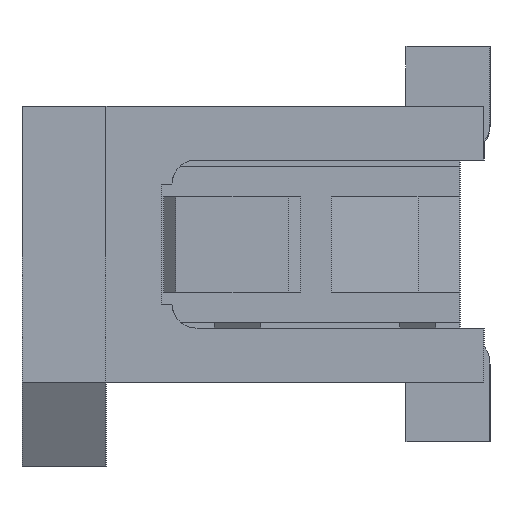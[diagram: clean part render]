
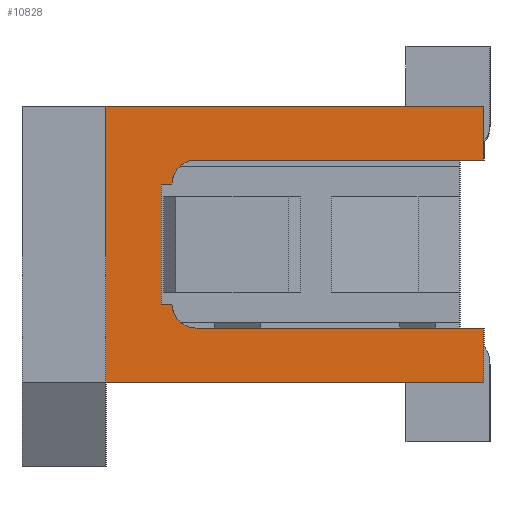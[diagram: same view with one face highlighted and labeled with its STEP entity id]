
A CAD part, left-side view. The second image highlights one B-rep face of the part: STEP entity #10828.
In plain terms, the highlighted planar face has unit normal (-1, 0, 0).
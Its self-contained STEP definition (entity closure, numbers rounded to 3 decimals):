
#1=DIRECTION('',(0.,1.,0.));
#2=VECTOR('',#1,3.15);
#3=CARTESIAN_POINT('',(-6.45,0.05,-1.15));
#4=LINE('',#3,#2);
#5=DIRECTION('',(0.,0.,-1.));
#6=VECTOR('',#5,2.3);
#7=CARTESIAN_POINT('',(-6.45,3.2,1.15));
#8=LINE('',#7,#6);
#9=DIRECTION('',(0.,-1.,0.));
#10=VECTOR('',#9,3.15);
#11=CARTESIAN_POINT('',(-6.45,3.2,1.15));
#12=LINE('',#11,#10);
#13=DIRECTION('',(0.,0.,-1.));
#14=VECTOR('',#13,0.45);
#15=CARTESIAN_POINT('',(-6.45,0.05,1.15));
#16=LINE('',#15,#14);
#17=CARTESIAN_POINT('',(-6.45,2.45,0.5));
#18=DIRECTION('',(-1.,0.,0.));
#19=DIRECTION('',(0.,0.,1.));
#20=AXIS2_PLACEMENT_3D('',#17,#18,#19);
#22=DIRECTION('',(0.,1.,0.));
#23=VECTOR('',#22,0.088);
#24=CARTESIAN_POINT('',(-6.45,2.65,0.5));
#25=LINE('',#24,#23);
#26=DIRECTION('',(0.,0.,-1.));
#27=VECTOR('',#26,1.);
#28=CARTESIAN_POINT('',(-6.45,2.738,0.5));
#29=LINE('',#28,#27);
#30=DIRECTION('',(0.,-1.,0.));
#31=VECTOR('',#30,0.088);
#32=CARTESIAN_POINT('',(-6.45,2.738,-0.5));
#33=LINE('',#32,#31);
#34=CARTESIAN_POINT('',(-6.45,2.45,-0.5));
#35=DIRECTION('',(-1.,0.,0.));
#36=DIRECTION('',(0.,1.,0.));
#37=AXIS2_PLACEMENT_3D('',#34,#35,#36);
#39=DIRECTION('',(0.,0.,-1.));
#40=VECTOR('',#39,0.45);
#41=CARTESIAN_POINT('',(-6.45,0.05,-0.7));
#42=LINE('',#41,#40);
#3311=DIRECTION('',(0.,-1.,0.));
#3312=VECTOR('',#3311,2.4);
#3313=CARTESIAN_POINT('',(-6.45,2.45,0.7));
#3314=LINE('',#3313,#3312);
#3864=DIRECTION('',(0.,1.,0.));
#3865=VECTOR('',#3864,2.4);
#3866=CARTESIAN_POINT('',(-6.45,0.05,-0.7));
#3867=LINE('',#3866,#3865);
#8181=CARTESIAN_POINT('',(-6.45,0.05,-0.7));
#8182=CARTESIAN_POINT('',(-6.45,0.05,-1.15));
#8183=VERTEX_POINT('',#8181);
#8184=VERTEX_POINT('',#8182);
#8189=CARTESIAN_POINT('',(-6.45,0.05,1.15));
#8190=CARTESIAN_POINT('',(-6.45,0.05,0.7));
#8191=VERTEX_POINT('',#8189);
#8192=VERTEX_POINT('',#8190);
#8233=CARTESIAN_POINT('',(-6.45,2.65,0.5));
#8234=CARTESIAN_POINT('',(-6.45,2.738,0.5));
#8235=VERTEX_POINT('',#8233);
#8236=VERTEX_POINT('',#8234);
#8237=CARTESIAN_POINT('',(-6.45,2.738,-0.5));
#8238=VERTEX_POINT('',#8237);
#8239=CARTESIAN_POINT('',(-6.45,2.65,-0.5));
#8240=VERTEX_POINT('',#8239);
#8245=CARTESIAN_POINT('',(-6.45,2.45,0.7));
#8246=VERTEX_POINT('',#8245);
#8247=CARTESIAN_POINT('',(-6.45,2.45,-0.7));
#8248=VERTEX_POINT('',#8247);
#8623=CARTESIAN_POINT('',(-6.45,3.2,-1.15));
#8624=VERTEX_POINT('',#8623);
#8627=CARTESIAN_POINT('',(-6.45,3.2,1.15));
#8628=VERTEX_POINT('',#8627);
#10797=CARTESIAN_POINT('',(-6.45,0.,0.));
#10798=DIRECTION('',(1.,0.,0.));
#10799=DIRECTION('',(0.,0.,-1.));
#10800=AXIS2_PLACEMENT_3D('',#10797,#10798,#10799);
#10801=PLANE('',#10800);
#10803=ORIENTED_EDGE('',*,*,#10802,.T.);
#10805=ORIENTED_EDGE('',*,*,#10804,.F.);
#10807=ORIENTED_EDGE('',*,*,#10806,.T.);
#10809=ORIENTED_EDGE('',*,*,#10808,.T.);
#10811=ORIENTED_EDGE('',*,*,#10810,.F.);
#10813=ORIENTED_EDGE('',*,*,#10812,.T.);
#10815=ORIENTED_EDGE('',*,*,#10814,.T.);
#10817=ORIENTED_EDGE('',*,*,#10816,.T.);
#10819=ORIENTED_EDGE('',*,*,#10818,.T.);
#10821=ORIENTED_EDGE('',*,*,#10820,.T.);
#10823=ORIENTED_EDGE('',*,*,#10822,.F.);
#10825=ORIENTED_EDGE('',*,*,#10824,.T.);
#10826=EDGE_LOOP('',(#10803,#10805,#10807,#10809,#10811,#10813,#10815,#10817,
#10819,#10821,#10823,#10825));
#10827=FACE_OUTER_BOUND('',#10826,.F.);
#10828=ADVANCED_FACE('',(#10827),#10801,.F.);
#21=CIRCLE('',#20,0.2);
#38=CIRCLE('',#37,0.2);
#10802=EDGE_CURVE('',#8184,#8624,#4,.T.);
#10804=EDGE_CURVE('',#8628,#8624,#8,.T.);
#10806=EDGE_CURVE('',#8628,#8191,#12,.T.);
#10808=EDGE_CURVE('',#8191,#8192,#16,.T.);
#10810=EDGE_CURVE('',#8246,#8192,#3314,.T.);
#10812=EDGE_CURVE('',#8246,#8235,#21,.T.);
#10814=EDGE_CURVE('',#8235,#8236,#25,.T.);
#10816=EDGE_CURVE('',#8236,#8238,#29,.T.);
#10818=EDGE_CURVE('',#8238,#8240,#33,.T.);
#10820=EDGE_CURVE('',#8240,#8248,#38,.T.);
#10822=EDGE_CURVE('',#8183,#8248,#3867,.T.);
#10824=EDGE_CURVE('',#8183,#8184,#42,.T.);
